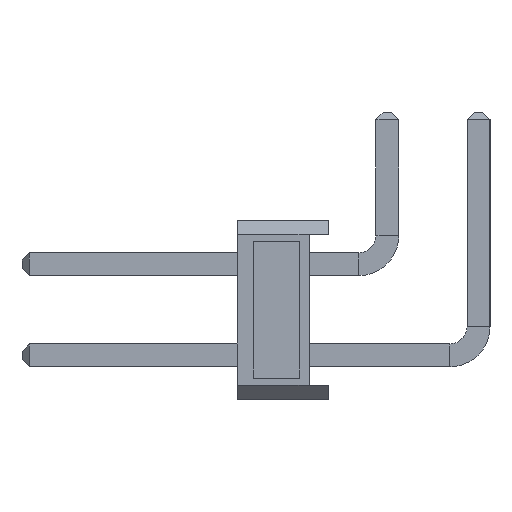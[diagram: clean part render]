
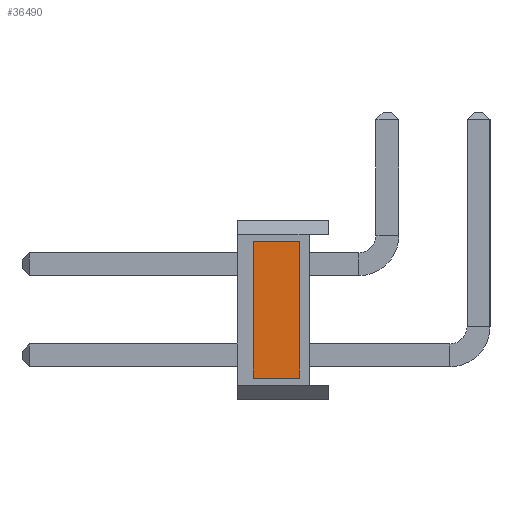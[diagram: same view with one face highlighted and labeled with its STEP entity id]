
A CAD part, left-side view. The second image highlights one B-rep face of the part: STEP entity #36490.
In plain terms, the highlighted planar face has unit normal (-1, 0, 0).
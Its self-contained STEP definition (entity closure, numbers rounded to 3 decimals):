
#119 = CARTESIAN_POINT ( 'NONE',  ( -1.27, 0.8, -1.9 ) ) ;
#587 = DIRECTION ( 'NONE',  ( 0., 0., 1. ) ) ;
#1229 = VERTEX_POINT ( 'NONE', #4610 ) ;
#3070 = EDGE_LOOP ( 'NONE', ( #26903, #47140, #39344, #45101 ) ) ;
#4504 = FACE_OUTER_BOUND ( 'NONE', #3070, .T. ) ;
#4610 = CARTESIAN_POINT ( 'NONE',  ( -1.27, 2.1, -1.9 ) ) ;
#5969 = CARTESIAN_POINT ( 'NONE',  ( -1.27, 2.1, 0. ) ) ;
#7822 = CARTESIAN_POINT ( 'NONE',  ( -1.27, 2.1, -1.9 ) ) ;
#8261 = VERTEX_POINT ( 'NONE', #29144 ) ;
#9261 = DIRECTION ( 'NONE',  ( 1., 0., 0. ) ) ;
#13603 = VERTEX_POINT ( 'NONE', #119 ) ;
#14093 = EDGE_CURVE ( 'NONE', #8261, #20811, #19321, .T. ) ;
#14695 = EDGE_CURVE ( 'NONE', #1229, #13603, #38632, .T. ) ;
#15946 = AXIS2_PLACEMENT_3D ( 'NONE', #31183, #9261, #45886 ) ;
#15958 = PLANE ( 'NONE',  #15946 ) ;
#17290 = VECTOR ( 'NONE', #587, 1000. ) ;
#17618 = VECTOR ( 'NONE', #22300, 1000. ) ;
#18642 = LINE ( 'NONE', #5969, #28946 ) ;
#19321 = LINE ( 'NONE', #38789, #17618 ) ;
#20811 = VERTEX_POINT ( 'NONE', #36615 ) ;
#22300 = DIRECTION ( 'NONE',  ( 0., -1., 0. ) ) ;
#25917 = CARTESIAN_POINT ( 'NONE',  ( -1.27, 0.8, 0. ) ) ;
#26903 = ORIENTED_EDGE ( 'NONE', *, *, #35468, .T. ) ;
#28946 = VECTOR ( 'NONE', #31562, 1000. ) ;
#29144 = CARTESIAN_POINT ( 'NONE',  ( -1.27, 2.1, 1.9 ) ) ;
#29738 = DIRECTION ( 'NONE',  ( 0., -1., 0. ) ) ;
#31183 = CARTESIAN_POINT ( 'NONE',  ( -1.27, 2.1, 0. ) ) ;
#31562 = DIRECTION ( 'NONE',  ( 0., 0., 1. ) ) ;
#33371 = EDGE_CURVE ( 'NONE', #1229, #8261, #18642, .T. ) ;
#35468 = EDGE_CURVE ( 'NONE', #13603, #20811, #45375, .T. ) ;
#36490 = ADVANCED_FACE ( 'NONE', ( #4504 ), #15958, .F. ) ;
#36615 = CARTESIAN_POINT ( 'NONE',  ( -1.27, 0.8, 1.9 ) ) ;
#38632 = LINE ( 'NONE', #7822, #47218 ) ;
#38789 = CARTESIAN_POINT ( 'NONE',  ( -1.27, 2.1, 1.9 ) ) ;
#39344 = ORIENTED_EDGE ( 'NONE', *, *, #33371, .F. ) ;
#45101 = ORIENTED_EDGE ( 'NONE', *, *, #14695, .T. ) ;
#45375 = LINE ( 'NONE', #25917, #17290 ) ;
#45886 = DIRECTION ( 'NONE',  ( 0., 0., -1. ) ) ;
#47140 = ORIENTED_EDGE ( 'NONE', *, *, #14093, .F. ) ;
#47218 = VECTOR ( 'NONE', #29738, 1000. ) ;
